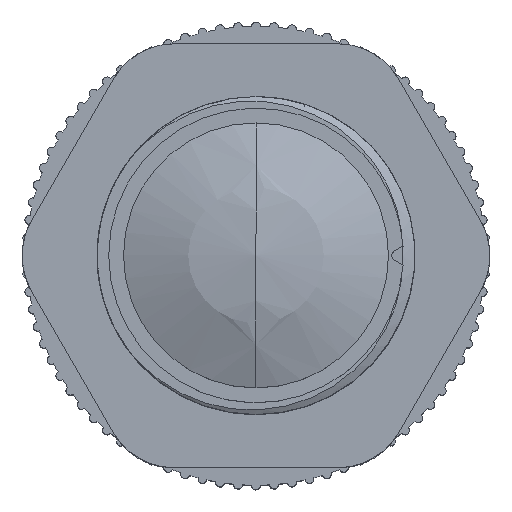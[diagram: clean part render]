
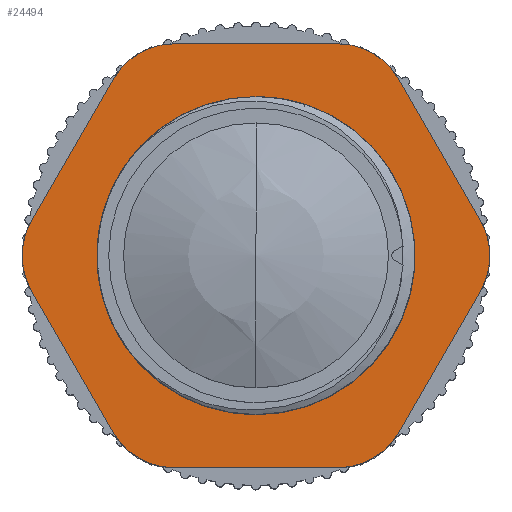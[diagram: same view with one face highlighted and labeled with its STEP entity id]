
A CAD part, top view. The second image highlights one B-rep face of the part: STEP entity #24494.
In plain terms, the highlighted face is planar.
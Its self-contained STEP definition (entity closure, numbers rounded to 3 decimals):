
#12877=CARTESIAN_POINT('',(4.619,3.,-8.));
#12878=DIRECTION('',(0.,1.,0.));
#12879=DIRECTION('',(0.866,0.,-0.5));
#12880=AXIS2_PLACEMENT_3D('',#12877,#12878,#12879);
#12885=DIRECTION('',(-0.5,0.,-0.866));
#12886=VECTOR('',#12885,9.238);
#12887=CARTESIAN_POINT('',(12.702,3.,-2.));
#12888=LINE('',#12887,#12886);
#12892=CARTESIAN_POINT('',(9.238,3.,0.));
#12893=DIRECTION('',(0.,1.,0.));
#12894=DIRECTION('',(0.866,0.,0.5));
#12895=AXIS2_PLACEMENT_3D('',#12892,#12893,#12894);
#12900=DIRECTION('',(0.5,0.,-0.866));
#12901=VECTOR('',#12900,9.238);
#12902=CARTESIAN_POINT('',(8.083,3.,10.));
#12903=LINE('',#12902,#12901);
#12907=CARTESIAN_POINT('',(4.619,3.,8.));
#12908=DIRECTION('',(0.,1.,0.));
#12909=DIRECTION('',(0.,0.,1.));
#12910=AXIS2_PLACEMENT_3D('',#12907,#12908,#12909);
#12915=DIRECTION('',(1.,0.,0.));
#12916=VECTOR('',#12915,9.238);
#12917=CARTESIAN_POINT('',(-4.619,3.,12.));
#12918=LINE('',#12917,#12916);
#12922=CARTESIAN_POINT('',(-4.619,3.,8.));
#12923=DIRECTION('',(0.,1.,0.));
#12924=DIRECTION('',(-0.866,0.,0.5));
#12925=AXIS2_PLACEMENT_3D('',#12922,#12923,#12924);
#12930=DIRECTION('',(0.5,0.,0.866));
#12931=VECTOR('',#12930,9.238);
#12932=CARTESIAN_POINT('',(-12.702,3.,2.));
#12933=LINE('',#12932,#12931);
#12937=CARTESIAN_POINT('',(-9.238,3.,0.));
#12938=DIRECTION('',(0.,1.,0.));
#12939=DIRECTION('',(-0.866,0.,-0.5));
#12940=AXIS2_PLACEMENT_3D('',#12937,#12938,#12939);
#12945=DIRECTION('',(-0.5,0.,0.866));
#12946=VECTOR('',#12945,9.238);
#12947=CARTESIAN_POINT('',(-8.083,3.,-10.));
#12948=LINE('',#12947,#12946);
#12952=CARTESIAN_POINT('',(-4.619,3.,-8.));
#12953=DIRECTION('',(0.,1.,0.));
#12954=DIRECTION('',(0.,0.,-1.));
#12955=AXIS2_PLACEMENT_3D('',#12952,#12953,#12954);
#12960=DIRECTION('',(-1.,0.,0.));
#12961=VECTOR('',#12960,9.238);
#12962=CARTESIAN_POINT('',(4.619,3.,-12.));
#12963=LINE('',#12962,#12961);
#12967=CARTESIAN_POINT('',(0.,3.,0.));
#12968=DIRECTION('',(0.,1.,0.));
#12969=DIRECTION('',(1.,0.,0.));
#12970=AXIS2_PLACEMENT_3D('',#12967,#12968,#12969);
#12975=CARTESIAN_POINT('',(0.,3.,0.));
#12976=DIRECTION('',(0.,1.,0.));
#12977=DIRECTION('',(-1.,0.,0.));
#12978=AXIS2_PLACEMENT_3D('',#12975,#12976,#12977);
#23427=CARTESIAN_POINT('',(8.083,3.,-10.));
#23428=CARTESIAN_POINT('',(4.619,3.,-12.));
#23429=VERTEX_POINT('',#23427);
#23430=VERTEX_POINT('',#23428);
#23431=CARTESIAN_POINT('',(12.702,3.,2.));
#23432=CARTESIAN_POINT('',(12.702,3.,-2.));
#23433=VERTEX_POINT('',#23431);
#23434=VERTEX_POINT('',#23432);
#23435=CARTESIAN_POINT('',(4.619,3.,12.));
#23436=CARTESIAN_POINT('',(8.083,3.,10.));
#23437=VERTEX_POINT('',#23435);
#23438=VERTEX_POINT('',#23436);
#23439=CARTESIAN_POINT('',(-8.083,3.,10.));
#23440=CARTESIAN_POINT('',(-4.619,3.,12.));
#23441=VERTEX_POINT('',#23439);
#23442=VERTEX_POINT('',#23440);
#23443=CARTESIAN_POINT('',(-12.702,3.,-2.));
#23444=CARTESIAN_POINT('',(-12.702,3.,2.));
#23445=VERTEX_POINT('',#23443);
#23446=VERTEX_POINT('',#23444);
#23447=CARTESIAN_POINT('',(-4.619,3.,-12.));
#23448=CARTESIAN_POINT('',(-8.083,3.,-10.));
#23449=VERTEX_POINT('',#23447);
#23450=VERTEX_POINT('',#23448);
#24449=CARTESIAN_POINT('',(8.5,3.,0.));
#24450=CARTESIAN_POINT('',(-8.5,3.,0.));
#24451=VERTEX_POINT('',#24449);
#24452=VERTEX_POINT('',#24450);
#24457=CARTESIAN_POINT('',(0.,3.,0.));
#24458=DIRECTION('',(0.,1.,0.));
#24459=DIRECTION('',(1.,0.,0.));
#24460=AXIS2_PLACEMENT_3D('',#24457,#24458,#24459);
#24461=PLANE('',#24460);
#24463=ORIENTED_EDGE('',*,*,#24462,.F.);
#24465=ORIENTED_EDGE('',*,*,#24464,.F.);
#24467=ORIENTED_EDGE('',*,*,#24466,.F.);
#24469=ORIENTED_EDGE('',*,*,#24468,.F.);
#24471=ORIENTED_EDGE('',*,*,#24470,.F.);
#24473=ORIENTED_EDGE('',*,*,#24472,.F.);
#24475=ORIENTED_EDGE('',*,*,#24474,.F.);
#24477=ORIENTED_EDGE('',*,*,#24476,.F.);
#24479=ORIENTED_EDGE('',*,*,#24478,.F.);
#24481=ORIENTED_EDGE('',*,*,#24480,.F.);
#24483=ORIENTED_EDGE('',*,*,#24482,.F.);
#24485=ORIENTED_EDGE('',*,*,#24484,.F.);
#24486=EDGE_LOOP('',(#24463,#24465,#24467,#24469,#24471,#24473,#24475,#24477,
#24479,#24481,#24483,#24485));
#24487=FACE_OUTER_BOUND('',#24486,.F.);
#24489=ORIENTED_EDGE('',*,*,#24488,.T.);
#24491=ORIENTED_EDGE('',*,*,#24490,.T.);
#24492=EDGE_LOOP('',(#24489,#24491));
#24493=FACE_BOUND('',#24492,.F.);
#12881=CIRCLE('',#12880,4.);
#12896=CIRCLE('',#12895,4.);
#12911=CIRCLE('',#12910,4.);
#12926=CIRCLE('',#12925,4.);
#12941=CIRCLE('',#12940,4.);
#12956=CIRCLE('',#12955,4.);
#12971=CIRCLE('',#12970,8.5);
#12979=CIRCLE('',#12978,8.5);
#24462=EDGE_CURVE('',#23429,#23430,#12881,.T.);
#24464=EDGE_CURVE('',#23434,#23429,#12888,.T.);
#24466=EDGE_CURVE('',#23433,#23434,#12896,.T.);
#24468=EDGE_CURVE('',#23438,#23433,#12903,.T.);
#24470=EDGE_CURVE('',#23437,#23438,#12911,.T.);
#24472=EDGE_CURVE('',#23442,#23437,#12918,.T.);
#24474=EDGE_CURVE('',#23441,#23442,#12926,.T.);
#24476=EDGE_CURVE('',#23446,#23441,#12933,.T.);
#24478=EDGE_CURVE('',#23445,#23446,#12941,.T.);
#24480=EDGE_CURVE('',#23450,#23445,#12948,.T.);
#24482=EDGE_CURVE('',#23449,#23450,#12956,.T.);
#24484=EDGE_CURVE('',#23430,#23449,#12963,.T.);
#24488=EDGE_CURVE('',#24451,#24452,#12971,.T.);
#24490=EDGE_CURVE('',#24452,#24451,#12979,.T.);
#24494=ADVANCED_FACE('',(#24487,#24493),#24461,.T.);
